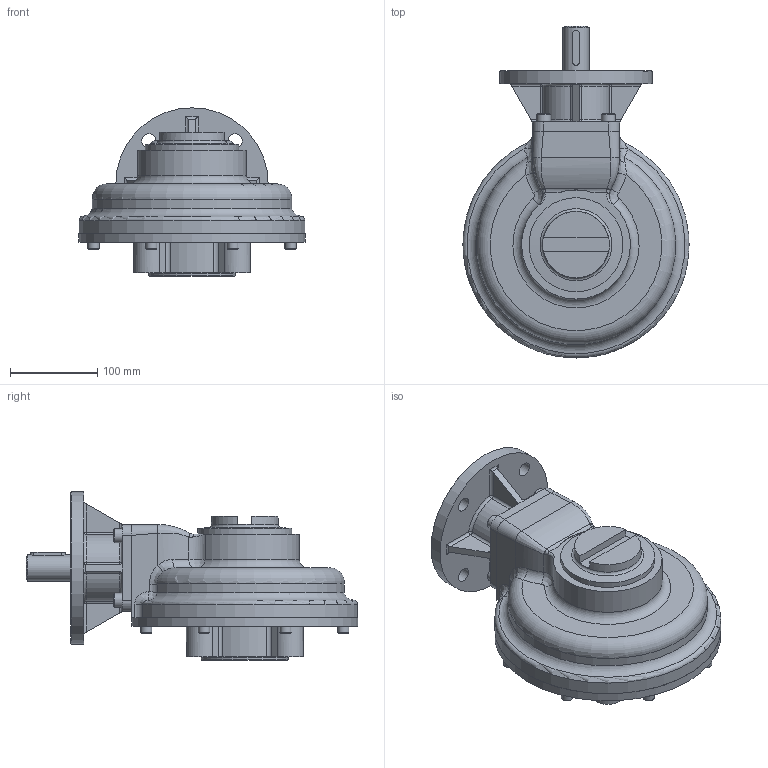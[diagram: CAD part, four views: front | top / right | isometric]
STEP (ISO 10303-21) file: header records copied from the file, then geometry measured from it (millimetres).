
FILE_DESCRIPTION( ( 'Unknown' ), '1' );
FILE_NAME( 'PUBIB6-F14-F14_simplified.stp', 'Unknown', ( 'Unknown' ), ( 'Unknown' ), 'PSStep 15.0.49', 'Unknown', ' ' );
FILE_SCHEMA( ( 'AUTOMOTIVE_DESIGN { 1 0 10303 214 1 1 1 1 }' ) );
Length unit declared in the file: millimetre
Products named in the file (20): 1; 2; 3; 4; 5; 6; 7; 8; 9; 10; 11; 12; 13; 14; 15; 16; 17; 18; 19; 20
Bounding box: 260 x 381.27 x 193.4 mm (x, y, z)
Surface area: 354123.6 mm2 (no closed solid volume)
Topology: 0 solids, 424 shells, 424 faces, 1969 edges, 1871 vertices
Faces by surface type: plane 154, cylinder 134, bspline 54, torus 34, cone 24, sphere 24
Full cylindrical faces by diameter (mm): 13 x8, 14 x4, 16 x4, 16.5 x4, 30 x1, 70 x1, 100 x2, 107.95 x1, 110 x1, 175 x1, 260 x1
Entity records: 29697 total; most frequent: CARTESIAN_POINT 11494, DIRECTION 3281, VERTEX_POINT 1849, ORIENTED_EDGE 1844, EDGE_CURVE 1844, AXIS2_PLACEMENT_3D 1212, LINE 857, VECTOR 857
